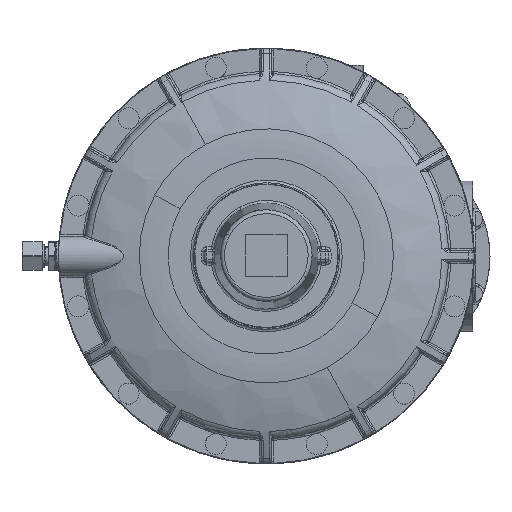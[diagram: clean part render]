
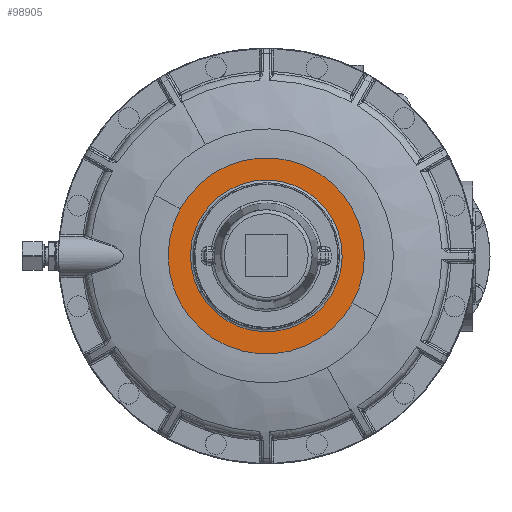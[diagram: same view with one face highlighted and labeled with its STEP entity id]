
A CAD part, top view. The second image highlights one B-rep face of the part: STEP entity #98905.
In plain terms, the highlighted planar face has unit normal (0, 0, 1).
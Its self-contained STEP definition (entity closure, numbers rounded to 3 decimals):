
#98835=AXIS2_PLACEMENT_3D('Plane Axis2P3D',#98832,#98833,#98834) ;
#98839=AXIS2_PLACEMENT_3D('Circle Axis2P3D',#98837,#98838,$) ;
#98848=AXIS2_PLACEMENT_3D('Circle Axis2P3D',#98846,#98847,$) ;
#98855=AXIS2_PLACEMENT_3D('Circle Axis2P3D',#98853,#98854,$) ;
#98862=AXIS2_PLACEMENT_3D('Circle Axis2P3D',#98860,#98861,$) ;
#98869=AXIS2_PLACEMENT_3D('Circle Axis2P3D',#98867,#98868,$) ;
#98876=AXIS2_PLACEMENT_3D('Circle Axis2P3D',#98874,#98875,$) ;
#98889=AXIS2_PLACEMENT_3D('Circle Axis2P3D',#98887,#98888,$) ;
#98898=AXIS2_PLACEMENT_3D('Circle Axis2P3D',#98896,#98897,$) ;
#98832=CARTESIAN_POINT('Axis2P3D Location',(-58.,0.,140.5)) ;
#98837=CARTESIAN_POINT('Axis2P3D Location',(0.,0.,140.5)) ;
#98841=CARTESIAN_POINT('Vertex',(65.819,35.957,140.5)) ;
#98843=CARTESIAN_POINT('Vertex',(-65.819,35.957,140.5)) ;
#98846=CARTESIAN_POINT('Axis2P3D Location',(0.,0.,140.5)) ;
#98850=CARTESIAN_POINT('Vertex',(-65.819,-35.957,140.5)) ;
#98853=CARTESIAN_POINT('Axis2P3D Location',(0.,0.,140.5)) ;
#98857=CARTESIAN_POINT('Vertex',(65.819,-35.957,140.5)) ;
#98860=CARTESIAN_POINT('Axis2P3D Location',(0.,0.,140.5)) ;
#98864=CARTESIAN_POINT('Vertex',(75.,0.,140.5)) ;
#98867=CARTESIAN_POINT('Axis2P3D Location',(0.,0.,140.5)) ;
#98871=CARTESIAN_POINT('Vertex',(75.,0.235,140.5)) ;
#98874=CARTESIAN_POINT('Axis2P3D Location',(0.,0.,140.5)) ;
#98887=CARTESIAN_POINT('Axis2P3D Location',(0.,0.,140.5)) ;
#98891=CARTESIAN_POINT('Vertex',(-50.9,-27.807,140.5)) ;
#98893=CARTESIAN_POINT('Vertex',(50.9,27.807,140.5)) ;
#98896=CARTESIAN_POINT('Axis2P3D Location',(0.,0.,140.5)) ;
#98833=DIRECTION('Axis2P3D Direction',(0.,0.,1.)) ;
#98834=DIRECTION('Axis2P3D XDirection',(1.,0.,0.)) ;
#98838=DIRECTION('Axis2P3D Direction',(0.,0.,1.)) ;
#98847=DIRECTION('Axis2P3D Direction',(0.,0.,1.)) ;
#98854=DIRECTION('Axis2P3D Direction',(0.,0.,1.)) ;
#98861=DIRECTION('Axis2P3D Direction',(0.,0.,1.)) ;
#98868=DIRECTION('Axis2P3D Direction',(0.,0.,1.)) ;
#98875=DIRECTION('Axis2P3D Direction',(0.,0.,1.)) ;
#98888=DIRECTION('Axis2P3D Direction',(0.,0.,1.)) ;
#98897=DIRECTION('Axis2P3D Direction',(0.,0.,1.)) ;
#98880=ORIENTED_EDGE('',*,*,#98845,.T.) ;
#98881=ORIENTED_EDGE('',*,*,#98852,.T.) ;
#98882=ORIENTED_EDGE('',*,*,#98859,.T.) ;
#98883=ORIENTED_EDGE('',*,*,#98866,.T.) ;
#98884=ORIENTED_EDGE('',*,*,#98873,.T.) ;
#98885=ORIENTED_EDGE('',*,*,#98878,.T.) ;
#98902=ORIENTED_EDGE('',*,*,#98895,.F.) ;
#98903=ORIENTED_EDGE('',*,*,#98900,.F.) ;
#98904=FACE_BOUND('',#98901,.T.) ;
#98905=ADVANCED_FACE('Brep With Voids',(#98886,#98904),#98836,.T.) ;
#98840=CIRCLE('generated circle',#98839,75.) ;
#98849=CIRCLE('generated circle',#98848,75.) ;
#98856=CIRCLE('generated circle',#98855,75.) ;
#98863=CIRCLE('generated circle',#98862,75.) ;
#98870=CIRCLE('generated circle',#98869,75.) ;
#98877=CIRCLE('generated circle',#98876,75.) ;
#98890=CIRCLE('generated circle',#98889,58.) ;
#98899=CIRCLE('generated circle',#98898,58.) ;
#98845=EDGE_CURVE('',#98842,#98844,#98840,.T.) ;
#98852=EDGE_CURVE('',#98844,#98851,#98849,.T.) ;
#98859=EDGE_CURVE('',#98851,#98858,#98856,.T.) ;
#98866=EDGE_CURVE('',#98858,#98865,#98863,.T.) ;
#98873=EDGE_CURVE('',#98865,#98872,#98870,.T.) ;
#98878=EDGE_CURVE('',#98872,#98842,#98877,.T.) ;
#98895=EDGE_CURVE('',#98892,#98894,#98890,.T.) ;
#98900=EDGE_CURVE('',#98894,#98892,#98899,.T.) ;
#98879=EDGE_LOOP('',(#98880,#98881,#98882,#98883,#98884,#98885)) ;
#98901=EDGE_LOOP('',(#98902,#98903)) ;
#98886=FACE_OUTER_BOUND('',#98879,.T.) ;
#98836=PLANE('Plane',#98835) ;
#98842=VERTEX_POINT('',#98841) ;
#98844=VERTEX_POINT('',#98843) ;
#98851=VERTEX_POINT('',#98850) ;
#98858=VERTEX_POINT('',#98857) ;
#98865=VERTEX_POINT('',#98864) ;
#98872=VERTEX_POINT('',#98871) ;
#98892=VERTEX_POINT('',#98891) ;
#98894=VERTEX_POINT('',#98893) ;
